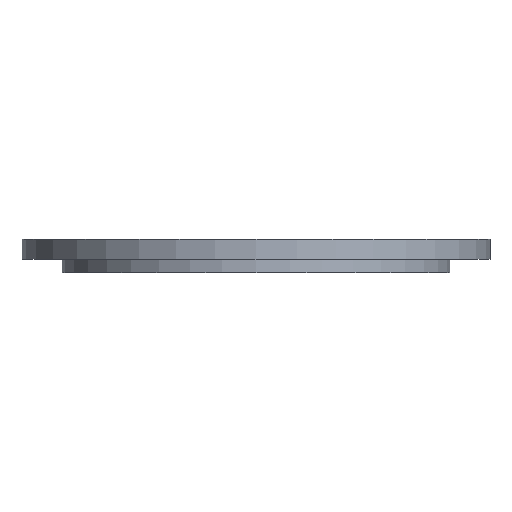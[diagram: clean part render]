
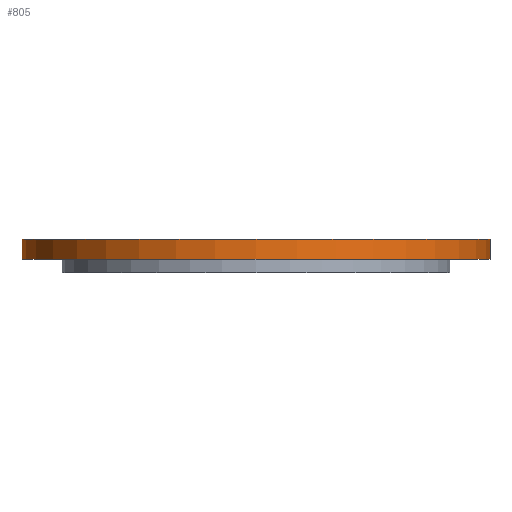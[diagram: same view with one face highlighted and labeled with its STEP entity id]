
A CAD part, front view. The second image highlights one B-rep face of the part: STEP entity #805.
In plain terms, the highlighted cylindrical face has radius 35 mm (diameter 70 mm), a full revolution.
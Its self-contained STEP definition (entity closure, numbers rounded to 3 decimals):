
#81=FACE_OUTER_BOUND('',#124,.T.);
#124=EDGE_LOOP('',(#600,#601,#602,#603));
#201=LINE('',#1288,#262);
#262=VECTOR('',#1054,35.);
#337=CIRCLE('',#900,35.);
#338=CIRCLE('',#901,35.);
#387=VERTEX_POINT('',#1285);
#388=VERTEX_POINT('',#1287);
#475=EDGE_CURVE('',#387,#387,#337,.T.);
#476=EDGE_CURVE('',#387,#388,#201,.T.);
#477=EDGE_CURVE('',#388,#388,#338,.T.);
#600=ORIENTED_EDGE('',*,*,#475,.F.);
#601=ORIENTED_EDGE('',*,*,#476,.T.);
#602=ORIENTED_EDGE('',*,*,#477,.F.);
#603=ORIENTED_EDGE('',*,*,#476,.F.);
#780=CYLINDRICAL_SURFACE('',#899,35.);
#805=ADVANCED_FACE('',(#81),#780,.T.);
#899=AXIS2_PLACEMENT_3D('',#1284,#1050,#1051);
#900=AXIS2_PLACEMENT_3D('',#1286,#1052,#1053);
#901=AXIS2_PLACEMENT_3D('',#1289,#1055,#1056);
#1050=DIRECTION('center_axis',(0.,0.,-1.));
#1051=DIRECTION('ref_axis',(1.,0.,0.));
#1052=DIRECTION('center_axis',(0.,0.,-1.));
#1053=DIRECTION('ref_axis',(1.,0.,0.));
#1054=DIRECTION('',(0.,0.,1.));
#1055=DIRECTION('center_axis',(0.,0.,1.));
#1056=DIRECTION('ref_axis',(1.,0.,0.));
#1284=CARTESIAN_POINT('Origin',(0.,0.,5.));
#1285=CARTESIAN_POINT('',(-35.,0.,2.));
#1286=CARTESIAN_POINT('Origin',(0.,0.,2.));
#1287=CARTESIAN_POINT('',(-35.,0.,5.));
#1288=CARTESIAN_POINT('',(-35.,0.,5.));
#1289=CARTESIAN_POINT('Origin',(0.,0.,5.));
